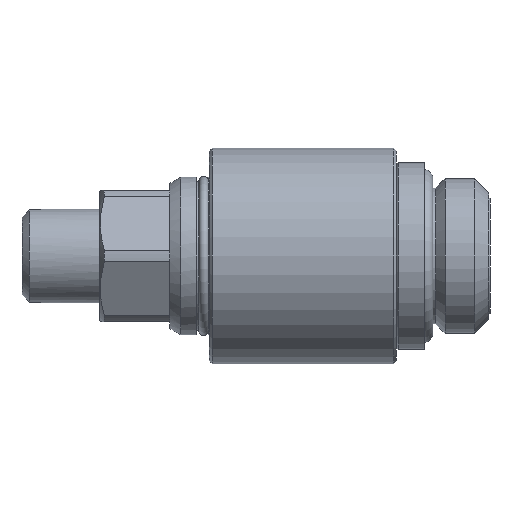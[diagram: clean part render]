
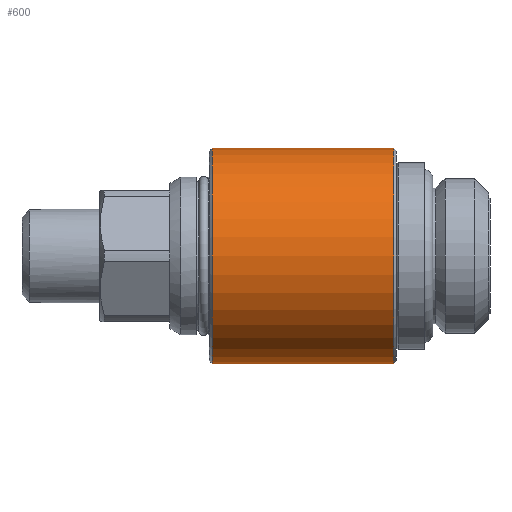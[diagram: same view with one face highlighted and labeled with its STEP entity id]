
A CAD part, left-side view. The second image highlights one B-rep face of the part: STEP entity #600.
In plain terms, the highlighted cylindrical face has radius 11.5 mm (diameter 23 mm), a full revolution.
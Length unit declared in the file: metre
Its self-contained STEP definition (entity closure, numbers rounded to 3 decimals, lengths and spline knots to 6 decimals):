
#600 = ADVANCED_FACE( 'NONE', ( #1248, #1249, #1250 ), #1251, .T. );
#1248 = FACE_OUTER_BOUND( '', #3365, .T. );
#1249 = FACE_OUTER_BOUND( '', #3366, .T. );
#1250 = FACE_BOUND( '', #3367, .T. );
#1251 = CYLINDRICAL_SURFACE( '', #3368, 0.0115 );
#3365 = EDGE_LOOP( '', ( #5040 ) );
#3366 = EDGE_LOOP( '', ( #5041 ) );
#3367 = EDGE_LOOP( '', ( #5042, #5043 ) );
#3368 = AXIS2_PLACEMENT_3D( '', #5044, #5045, #5046 );
#5040 = ORIENTED_EDGE( '', *, *, #5311, .T. );
#5041 = ORIENTED_EDGE( '', *, *, #5532, .T. );
#5042 = ORIENTED_EDGE( '', *, *, #5686, .T. );
#5043 = ORIENTED_EDGE( '', *, *, #5341, .T. );
#5044 = CARTESIAN_POINT( '', ( 0., 0.010419, 0. ) );
#5045 = DIRECTION( '', ( 0., -1., 0. ) );
#5046 = DIRECTION( '', ( 0., 0., -1. ) );
#5311 = EDGE_CURVE( 'NONE', #6004, #6004, #6005, .T. );
#5341 = EDGE_CURVE( 'NONE', #6055, #6053, #6056, .T. );
#5532 = EDGE_CURVE( 'NONE', #6354, #6354, #6355, .T. );
#5686 = EDGE_CURVE( 'NONE', #6053, #6055, #6567, .T. );
#6004 = VERTEX_POINT( '', #7376 );
#6005 = CIRCLE( '', #7377, 0.0115 );
#6053 = VERTEX_POINT( 'NONE', #7475 );
#6055 = VERTEX_POINT( 'NONE', #7492 );
#6056 = B_SPLINE_CURVE_WITH_KNOTS( '', 3, ( #7493, #7494, #7495, #7496, #7497, #7498, #7499, #7500, #7501, #7502, #7503, #7504, #7505, #7506, #7507, #7508, #7509, #7510, #7511, #7512, #7513, #7514, #7515, #7516, #7517, #7518, #7519, #7520, #7521 ), .UNSPECIFIED., .F., .F., ( 4, 1, 1, 1, 1, 1, 1, 1, 1, 1, 1, 1, 1, 1, 1, 1, 1, 1, 1, 1, 1, 1, 1, 1, 1, 1, 4 ), ( 0., 0.010915, 0.021615, 0.032111, 0.042415, 0.052538, 0.062492, 0.093412, 0.124967, 0.186844, 0.249973, 0.313292, 0.374982, 0.438402, 0.499987, 0.561536, 0.624992, 0.686688, 0.750001, 0.813117, 0.875007, 0.906584, 0.937492, 0.953162, 0.968751, 0.982346, 1. ), .UNSPECIFIED. );
#6354 = VERTEX_POINT( '', #8319 );
#6355 = CIRCLE( '', #8320, 0.0115 );
#6567 = B_SPLINE_CURVE_WITH_KNOTS( '', 3, ( #9037, #9038, #9039, #9040, #9041, #9042, #9043, #9044, #9045, #9046, #9047, #9048, #9049, #9050, #9051, #9052, #9053, #9054, #9055, #9056, #9057, #9058, #9059, #9060, #9061, #9062, #9063, #9064 ), .UNSPECIFIED., .F., .F., ( 4, 1, 1, 1, 1, 1, 1, 1, 1, 1, 1, 1, 1, 1, 1, 1, 1, 1, 1, 1, 1, 1, 1, 1, 1, 4 ), ( 0., 0.012633, 0.024533, 0.035716, 0.049077, 0.062506, 0.093552, 0.125017, 0.186869, 0.249967, 0.313208, 0.374932, 0.438367, 0.499957, 0.561603, 0.624987, 0.686739, 0.750023, 0.813125, 0.874973, 0.906468, 0.937485, 0.953201, 0.968747, 0.982343, 1. ), .UNSPECIFIED. );
#7376 = CARTESIAN_POINT( '', ( 0., 0.03, -0.0115 ) );
#7377 = AXIS2_PLACEMENT_3D( '', #9581, #9582, #9583 );
#7475 = CARTESIAN_POINT( '', ( 0.0115, 0.0273, 0. ) );
#7492 = CARTESIAN_POINT( '', ( 0.0115, 0.0133, 0. ) );
#7493 = CARTESIAN_POINT( '', ( 0.0115, 0.0133, 0. ) );
#7494 = CARTESIAN_POINT( '', ( 0.0115, 0.013302, 0.00008 ) );
#7495 = CARTESIAN_POINT( '', ( 0.011499, 0.013305, 0.000239 ) );
#7496 = CARTESIAN_POINT( '', ( 0.011491, 0.013318, 0.000474 ) );
#7497 = CARTESIAN_POINT( '', ( 0.011479, 0.013339, 0.000704 ) );
#7498 = CARTESIAN_POINT( '', ( 0.011463, 0.013367, 0.000929 ) );
#7499 = CARTESIAN_POINT( '', ( 0.011443, 0.013401, 0.001149 ) );
#7500 = CARTESIAN_POINT( '', ( 0.011403, 0.013474, 0.001514 ) );
#7501 = CARTESIAN_POINT( '', ( 0.011327, 0.013613, 0.002023 ) );
#7502 = CARTESIAN_POINT( '', ( 0.011153, 0.013939, 0.00286 ) );
#7503 = CARTESIAN_POINT( '', ( 0.010863, 0.014498, 0.003833 ) );
#7504 = CARTESIAN_POINT( '', ( 0.010454, 0.015379, 0.004828 ) );
#7505 = CARTESIAN_POINT( '', ( 0.010033, 0.016426, 0.00564 ) );
#7506 = CARTESIAN_POINT( '', ( 0.009664, 0.017624, 0.006243 ) );
#7507 = CARTESIAN_POINT( '', ( 0.009403, 0.018926, 0.006623 ) );
#7508 = CARTESIAN_POINT( '', ( 0.00931, 0.0203, 0.00675 ) );
#7509 = CARTESIAN_POINT( '', ( 0.009402, 0.021673, 0.006624 ) );
#7510 = CARTESIAN_POINT( '', ( 0.009664, 0.022975, 0.006243 ) );
#7511 = CARTESIAN_POINT( '', ( 0.010033, 0.024174, 0.00564 ) );
#7512 = CARTESIAN_POINT( '', ( 0.010453, 0.02522, 0.004828 ) );
#7513 = CARTESIAN_POINT( '', ( 0.010863, 0.026102, 0.003833 ) );
#7514 = CARTESIAN_POINT( '', ( 0.011153, 0.026661, 0.00286 ) );
#7515 = CARTESIAN_POINT( '', ( 0.011327, 0.026987, 0.002024 ) );
#7516 = CARTESIAN_POINT( '', ( 0.011409, 0.027137, 0.001474 ) );
#7517 = CARTESIAN_POINT( '', ( 0.011456, 0.027221, 0.001028 ) );
#7518 = CARTESIAN_POINT( '', ( 0.01148, 0.027266, 0.000702 ) );
#7519 = CARTESIAN_POINT( '', ( 0.011497, 0.027291, 0.000359 ) );
#7520 = CARTESIAN_POINT( '', ( 0.011499, 0.027297, 0.00013 ) );
#7521 = CARTESIAN_POINT( '', ( 0.0115, 0.0273, 0. ) );
#8319 = CARTESIAN_POINT( '', ( 0., 0.0106, -0.0115 ) );
#8320 = AXIS2_PLACEMENT_3D( '', #9762, #9763, #9764 );
#9037 = CARTESIAN_POINT( '', ( 0.0115, 0.0273, 0. ) );
#9038 = CARTESIAN_POINT( '', ( 0.011499, 0.027298, -0.000093 ) );
#9039 = CARTESIAN_POINT( '', ( 0.011498, 0.027295, -0.000273 ) );
#9040 = CARTESIAN_POINT( '', ( 0.011488, 0.027279, -0.000535 ) );
#9041 = CARTESIAN_POINT( '', ( 0.011473, 0.027252, -0.000801 ) );
#9042 = CARTESIAN_POINT( '', ( 0.011451, 0.027212, -0.001076 ) );
#9043 = CARTESIAN_POINT( '', ( 0.011407, 0.027132, -0.001491 ) );
#9044 = CARTESIAN_POINT( '', ( 0.011327, 0.026986, -0.002025 ) );
#9045 = CARTESIAN_POINT( '', ( 0.011152, 0.02666, -0.002862 ) );
#9046 = CARTESIAN_POINT( '', ( 0.010863, 0.026102, -0.003833 ) );
#9047 = CARTESIAN_POINT( '', ( 0.010454, 0.025221, -0.004828 ) );
#9048 = CARTESIAN_POINT( '', ( 0.010033, 0.024175, -0.005639 ) );
#9049 = CARTESIAN_POINT( '', ( 0.009664, 0.022977, -0.006242 ) );
#9050 = CARTESIAN_POINT( '', ( 0.009402, 0.021675, -0.006624 ) );
#9051 = CARTESIAN_POINT( '', ( 0.00931, 0.020301, -0.00675 ) );
#9052 = CARTESIAN_POINT( '', ( 0.009403, 0.018927, -0.006624 ) );
#9053 = CARTESIAN_POINT( '', ( 0.009664, 0.017624, -0.006243 ) );
#9054 = CARTESIAN_POINT( '', ( 0.010033, 0.016426, -0.00564 ) );
#9055 = CARTESIAN_POINT( '', ( 0.010454, 0.015379, -0.004828 ) );
#9056 = CARTESIAN_POINT( '', ( 0.010862, 0.014498, -0.003833 ) );
#9057 = CARTESIAN_POINT( '', ( 0.011152, 0.01394, -0.002862 ) );
#9058 = CARTESIAN_POINT( '', ( 0.011327, 0.013614, -0.002025 ) );
#9059 = CARTESIAN_POINT( '', ( 0.011409, 0.013464, -0.001475 ) );
#9060 = CARTESIAN_POINT( '', ( 0.011456, 0.01338, -0.001027 ) );
#9061 = CARTESIAN_POINT( '', ( 0.01148, 0.013334, -0.000702 ) );
#9062 = CARTESIAN_POINT( '', ( 0.011497, 0.013309, -0.000359 ) );
#9063 = CARTESIAN_POINT( '', ( 0.011499, 0.013303, -0.00013 ) );
#9064 = CARTESIAN_POINT( '', ( 0.0115, 0.0133, 0. ) );
#9581 = CARTESIAN_POINT( '', ( 0., 0.03, 0. ) );
#9582 = DIRECTION( '', ( 0., -1., 0. ) );
#9583 = DIRECTION( '', ( 0., 0., -1. ) );
#9762 = CARTESIAN_POINT( '', ( 0., 0.0106, 0. ) );
#9763 = DIRECTION( '', ( 0., 1., 0. ) );
#9764 = DIRECTION( '', ( 0., 0., -1. ) );
